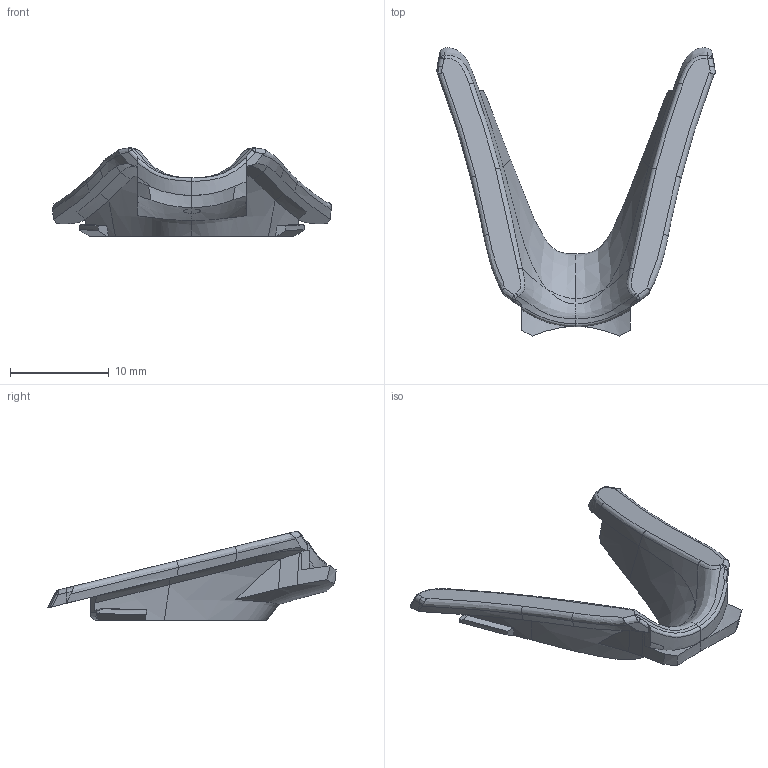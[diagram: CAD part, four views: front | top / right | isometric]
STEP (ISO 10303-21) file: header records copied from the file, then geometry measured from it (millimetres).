
FILE_DESCRIPTION(/* description */ (''),/* implementation_level */ '2;1');
FILE_NAME(/* name */ 't5_nosepiece_filler_dlk_rev1 v7.step',/* time_stamp */ '2022-08-29T19:11:08-07:00',/* author */ (''),/* organization */ (''),/* preprocessor_version */ 'ST-DEVELOPER v19',/* originating_system */ 'Autodesk Translation Framework v11.7.0.108',/* authorisation */ '');
FILE_SCHEMA (('AUTOMOTIVE_DESIGN { 1 0 10303 214 3 1 1 }'));
Length unit declared in the file: millimetre
Products named in the file (2): t5_nosepiece_filler_dlk_rev1; NOSEPIECE
Assembly tree (1 placements, depth 2):
  t5_nosepiece_filler_dlk_rev1
    NOSEPIECE
Bounding box: 28.15 x 29.13 x 8.97 mm (x, y, z)
Volume: 688.6 mm3; surface area: 1102.4 mm2
Topology: 1 solids, 1 shells, 130 faces, 343 edges, 211 vertices
Faces by surface type: bspline 117, plane 8, cylinder 5
Entity records: 12612 total; most frequent: CARTESIAN_POINT 10218, ORIENTED_EDGE 678, EDGE_CURVE 339, B_SPLINE_CURVE_WITH_KNOTS 256, VERTEX_POINT 211, DIRECTION 166, FACE_OUTER_BOUND 130, EDGE_LOOP 130
